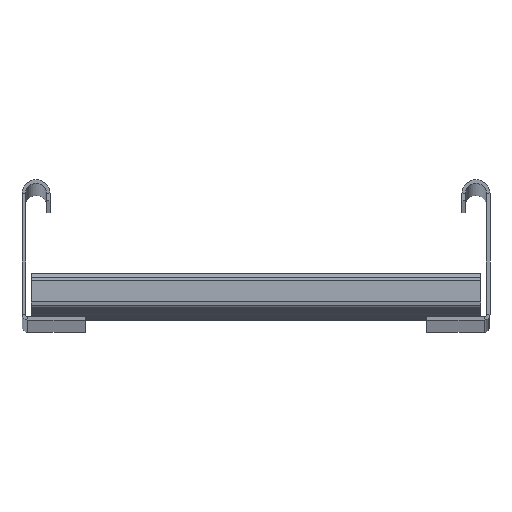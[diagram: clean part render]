
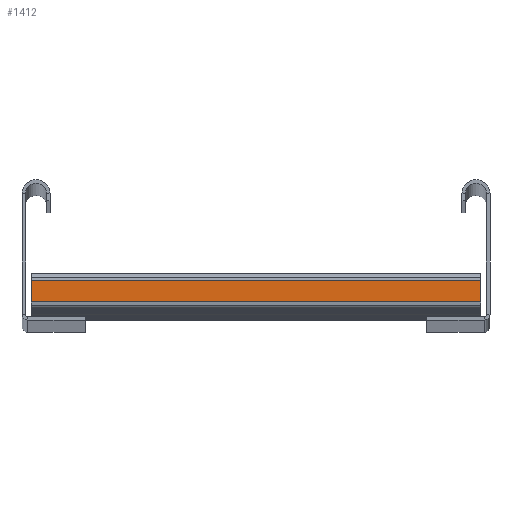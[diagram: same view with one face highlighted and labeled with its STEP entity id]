
A CAD part, top view. The second image highlights one B-rep face of the part: STEP entity #1412.
In plain terms, the highlighted face is planar.
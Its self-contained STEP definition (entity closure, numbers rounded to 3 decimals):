
#42 = DIRECTION ( 'NONE',  ( 0., 0., 1. ) ) ;
#62 = FACE_OUTER_BOUND ( 'NONE', #850, .T. ) ;
#68 = AXIS2_PLACEMENT_3D ( 'NONE', #484, #611, #1549 ) ;
#103 = ORIENTED_EDGE ( 'NONE', *, *, #550, .F. ) ;
#129 = VECTOR ( 'NONE', #648, 1000. ) ;
#131 = EDGE_CURVE ( 'NONE', #298, #355, #1316, .T. ) ;
#233 = ORIENTED_EDGE ( 'NONE', *, *, #375, .T. ) ;
#252 = VECTOR ( 'NONE', #42, 1000. ) ;
#287 = EDGE_CURVE ( 'NONE', #996, #1022, #1089, .T. ) ;
#298 = VERTEX_POINT ( 'NONE', #1066 ) ;
#325 = CARTESIAN_POINT ( 'NONE',  ( -15., 12., -96. ) ) ;
#355 = VERTEX_POINT ( 'NONE', #955 ) ;
#375 = EDGE_CURVE ( 'NONE', #298, #996, #1107, .T. ) ;
#484 = CARTESIAN_POINT ( 'NONE',  ( -15., 3., -96. ) ) ;
#550 = EDGE_CURVE ( 'NONE', #355, #1022, #659, .T. ) ;
#611 = DIRECTION ( 'NONE',  ( 1., 0., 0. ) ) ;
#648 = DIRECTION ( 'NONE',  ( 0., 1., 0. ) ) ;
#659 = LINE ( 'NONE', #325, #1131 ) ;
#751 = ORIENTED_EDGE ( 'NONE', *, *, #131, .F. ) ;
#790 = CARTESIAN_POINT ( 'NONE',  ( -15., 3., 96. ) ) ;
#850 = EDGE_LOOP ( 'NONE', ( #1398, #103, #751, #233 ) ) ;
#878 = DIRECTION ( 'NONE',  ( 0., 1., 0. ) ) ;
#955 = CARTESIAN_POINT ( 'NONE',  ( -15., 12., -96. ) ) ;
#957 = VECTOR ( 'NONE', #878, 1000. ) ;
#996 = VERTEX_POINT ( 'NONE', #1341 ) ;
#1018 = CARTESIAN_POINT ( 'NONE',  ( -15., 3., -96. ) ) ;
#1022 = VERTEX_POINT ( 'NONE', #1084 ) ;
#1066 = CARTESIAN_POINT ( 'NONE',  ( -15., 3., -96. ) ) ;
#1084 = CARTESIAN_POINT ( 'NONE',  ( -15., 12., 96. ) ) ;
#1089 = LINE ( 'NONE', #790, #129 ) ;
#1098 = CARTESIAN_POINT ( 'NONE',  ( -15., 3., -96. ) ) ;
#1107 = LINE ( 'NONE', #1098, #252 ) ;
#1131 = VECTOR ( 'NONE', #1260, 1000. ) ;
#1260 = DIRECTION ( 'NONE',  ( 0., 0., 1. ) ) ;
#1316 = LINE ( 'NONE', #1018, #957 ) ;
#1341 = CARTESIAN_POINT ( 'NONE',  ( -15., 3., 96. ) ) ;
#1398 = ORIENTED_EDGE ( 'NONE', *, *, #287, .T. ) ;
#1412 = ADVANCED_FACE ( 'NONE', ( #62 ), #1418, .F. ) ;
#1418 = PLANE ( 'NONE',  #68 ) ;
#1549 = DIRECTION ( 'NONE',  ( 0., 0., -1. ) ) ;
